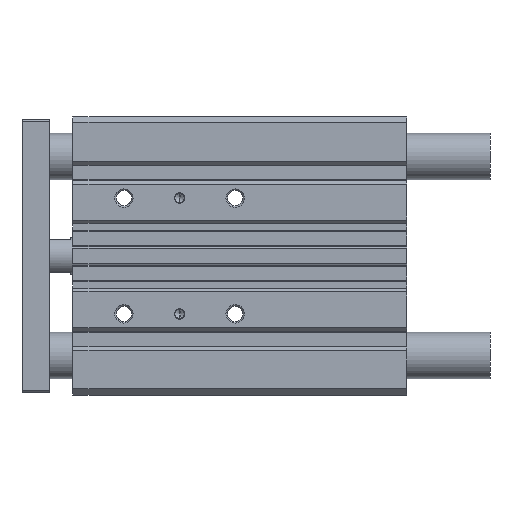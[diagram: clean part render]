
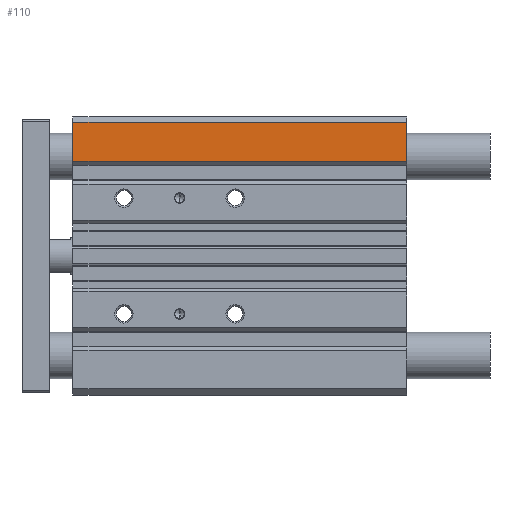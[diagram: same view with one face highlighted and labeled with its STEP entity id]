
A CAD part, front view. The second image highlights one B-rep face of the part: STEP entity #110.
In plain terms, the highlighted planar face has unit normal (0, -1, 0).
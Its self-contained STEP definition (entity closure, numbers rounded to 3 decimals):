
#38 = ORIENTED_EDGE ( 'NONE', *, *, #4342, .T. ) ;
#110 = ADVANCED_FACE ( 'NONE', ( #6033 ), #12057, .T. ) ;
#155 = VERTEX_POINT ( 'NONE', #12177 ) ;
#214 = CARTESIAN_POINT ( 'NONE',  ( 0., -26.95, 40.9 ) ) ;
#992 = DIRECTION ( 'NONE',  ( 0., -1., 0. ) ) ;
#1164 = LINE ( 'NONE', #9326, #1448 ) ;
#1208 = DIRECTION ( 'NONE',  ( 0., 0., -1. ) ) ;
#1448 = VECTOR ( 'NONE', #3730, 1000. ) ;
#2249 = EDGE_CURVE ( 'NONE', #10835, #155, #9232, .T. ) ;
#2299 = VECTOR ( 'NONE', #4738, 1000. ) ;
#2328 = CARTESIAN_POINT ( 'NONE',  ( 144., -26.95, 57.8 ) ) ;
#2469 = EDGE_LOOP ( 'NONE', ( #8017, #5664, #38, #4856 ) ) ;
#3501 = CARTESIAN_POINT ( 'NONE',  ( 0., -26.95, 40.9 ) ) ;
#3730 = DIRECTION ( 'NONE',  ( 0., 0., 1. ) ) ;
#3757 = CARTESIAN_POINT ( 'NONE',  ( 144., -26.95, 40.9 ) ) ;
#3897 = CARTESIAN_POINT ( 'NONE',  ( 0., -26.95, 57.8 ) ) ;
#4007 = DIRECTION ( 'NONE',  ( 0., 0., -1. ) ) ;
#4341 = LINE ( 'NONE', #4660, #2299 ) ;
#4342 = EDGE_CURVE ( 'NONE', #10467, #10835, #1164, .T. ) ;
#4660 = CARTESIAN_POINT ( 'NONE',  ( 0., -26.95, 40.9 ) ) ;
#4738 = DIRECTION ( 'NONE',  ( -1., 0., 0. ) ) ;
#4856 = ORIENTED_EDGE ( 'NONE', *, *, #2249, .T. ) ;
#5590 = EDGE_CURVE ( 'NONE', #10467, #6447, #4341, .T. ) ;
#5664 = ORIENTED_EDGE ( 'NONE', *, *, #5590, .F. ) ;
#6033 = FACE_OUTER_BOUND ( 'NONE', #2469, .T. ) ;
#6447 = VERTEX_POINT ( 'NONE', #3501 ) ;
#7105 = DIRECTION ( 'NONE',  ( -1., 0., 0. ) ) ;
#7985 = VECTOR ( 'NONE', #7105, 1000. ) ;
#8017 = ORIENTED_EDGE ( 'NONE', *, *, #8475, .T. ) ;
#8391 = LINE ( 'NONE', #214, #10080 ) ;
#8475 = EDGE_CURVE ( 'NONE', #155, #6447, #8391, .T. ) ;
#9177 = AXIS2_PLACEMENT_3D ( 'NONE', #12992, #992, #4007 ) ;
#9232 = LINE ( 'NONE', #3897, #7985 ) ;
#9326 = CARTESIAN_POINT ( 'NONE',  ( 144., -26.95, 40.9 ) ) ;
#10080 = VECTOR ( 'NONE', #1208, 1000. ) ;
#10467 = VERTEX_POINT ( 'NONE', #3757 ) ;
#10835 = VERTEX_POINT ( 'NONE', #2328 ) ;
#12057 = PLANE ( 'NONE',  #9177 ) ;
#12177 = CARTESIAN_POINT ( 'NONE',  ( 0., -26.95, 57.8 ) ) ;
#12992 = CARTESIAN_POINT ( 'NONE',  ( 0., -26.95, 40.9 ) ) ;
